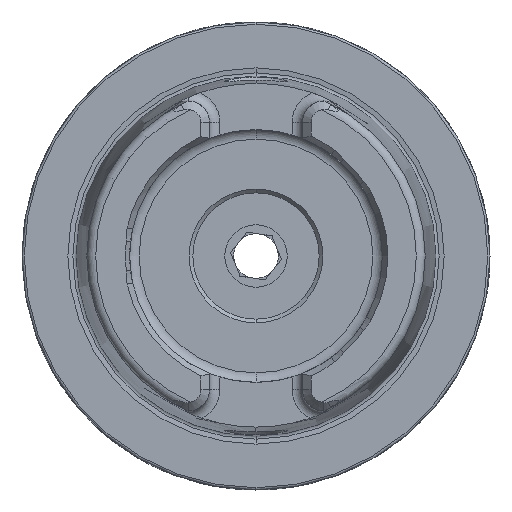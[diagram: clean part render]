
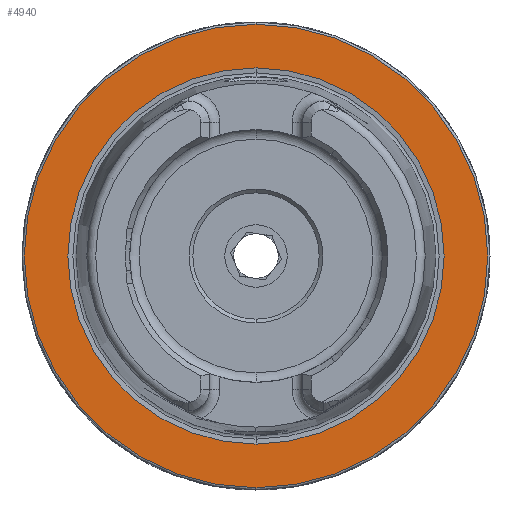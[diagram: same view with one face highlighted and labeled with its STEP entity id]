
A CAD part, left-side view. The second image highlights one B-rep face of the part: STEP entity #4940.
In plain terms, the highlighted planar face has unit normal (-1, 0, 0).
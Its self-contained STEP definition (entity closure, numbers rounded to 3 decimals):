
#713 = CIRCLE ( 'NONE', #3310, 25.324 ) ;
#715 = CIRCLE ( 'NONE', #3311, 31.2 ) ;
#1355 = DIRECTION ( 'NONE',  ( 0., 0., -1. ) ) ;
#1357 = PLANE ( 'NONE',  #7168 ) ;
#1360 = CARTESIAN_POINT ( 'NONE',  ( 0., 31.2, 0. ) ) ;
#1361 = DIRECTION ( 'NONE',  ( 1., 0., 0. ) ) ;
#1766 = FACE_OUTER_BOUND ( 'NONE', #4254, .T. ) ;
#1773 = FACE_BOUND ( 'NONE', #4235, .T. ) ;
#2292 = EDGE_CURVE ( 'NONE', #3588, #3587, #6030, .T. ) ;
#2360 = EDGE_CURVE ( 'NONE', #3581, #3578, #6056, .T. ) ;
#3086 = AXIS2_PLACEMENT_3D ( 'NONE', #8853, #8838, #8836 ) ;
#3310 = AXIS2_PLACEMENT_3D ( 'NONE', #5699, #5700, #5701 ) ;
#3311 = AXIS2_PLACEMENT_3D ( 'NONE', #5696, #5697, #5698 ) ;
#3578 = VERTEX_POINT ( 'NONE', #9539 ) ;
#3581 = VERTEX_POINT ( 'NONE', #9535 ) ;
#3587 = VERTEX_POINT ( 'NONE', #9532 ) ;
#3588 = VERTEX_POINT ( 'NONE', #9525 ) ;
#3769 = ORIENTED_EDGE ( 'NONE', *, *, #2292, .T. ) ;
#3819 = ORIENTED_EDGE ( 'NONE', *, *, #10152, .T. ) ;
#3820 = ORIENTED_EDGE ( 'NONE', *, *, #2360, .F. ) ;
#3821 = ORIENTED_EDGE ( 'NONE', *, *, #10153, .F. ) ;
#4235 = EDGE_LOOP ( 'NONE', ( #3821, #3820 ) ) ;
#4254 = EDGE_LOOP ( 'NONE', ( #3769, #3819 ) ) ;
#4940 = ADVANCED_FACE ( 'NONE', ( #1773, #1766 ), #1357, .F. ) ;
#5696 = CARTESIAN_POINT ( 'NONE',  ( 0., 0., 0. ) ) ;
#5697 = DIRECTION ( 'NONE',  ( -1., 0., 0. ) ) ;
#5698 = DIRECTION ( 'NONE',  ( 0., 0., 1. ) ) ;
#5699 = CARTESIAN_POINT ( 'NONE',  ( 0., 0., 0. ) ) ;
#5700 = DIRECTION ( 'NONE',  ( -1., 0., 0. ) ) ;
#5701 = DIRECTION ( 'NONE',  ( 0., 0., 1. ) ) ;
#6030 = CIRCLE ( 'NONE', #3086, 31.2 ) ;
#6056 = CIRCLE ( 'NONE', #8635, 25.324 ) ;
#7168 = AXIS2_PLACEMENT_3D ( 'NONE', #1360, #1361, #1355 ) ;
#8635 = AXIS2_PLACEMENT_3D ( 'NONE', #10017, #10016, #10015 ) ;
#8836 = DIRECTION ( 'NONE',  ( 0., 0., 1. ) ) ;
#8838 = DIRECTION ( 'NONE',  ( -1., 0., 0. ) ) ;
#8853 = CARTESIAN_POINT ( 'NONE',  ( 0., 0., 0. ) ) ;
#9525 = CARTESIAN_POINT ( 'NONE',  ( 0., 0., 31.2 ) ) ;
#9532 = CARTESIAN_POINT ( 'NONE',  ( 0., 0., -31.2 ) ) ;
#9535 = CARTESIAN_POINT ( 'NONE',  ( 0., 0., -25.324 ) ) ;
#9539 = CARTESIAN_POINT ( 'NONE',  ( 0., 0., 25.324 ) ) ;
#10015 = DIRECTION ( 'NONE',  ( 0., 0., 1. ) ) ;
#10016 = DIRECTION ( 'NONE',  ( -1., 0., 0. ) ) ;
#10017 = CARTESIAN_POINT ( 'NONE',  ( 0., 0., 0. ) ) ;
#10152 = EDGE_CURVE ( 'NONE', #3587, #3588, #715, .T. ) ;
#10153 = EDGE_CURVE ( 'NONE', #3578, #3581, #713, .T. ) ;
